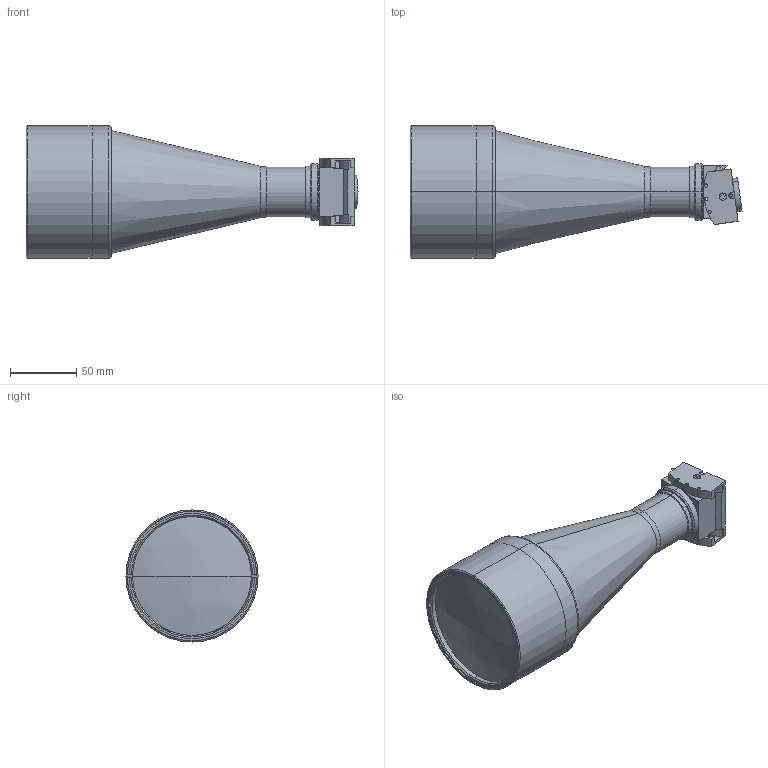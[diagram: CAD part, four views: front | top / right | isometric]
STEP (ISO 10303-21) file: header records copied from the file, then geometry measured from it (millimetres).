
FILE_DESCRIPTION (( 'STEP AP214' ), '1' );
FILE_NAME ('TCSM064.STEP', '2011-04-04T12:33:47', ( '--' ), ( '' ), 'SwSTEP 2.0', 'SolidWorks 2011', '' );
FILE_SCHEMA (( 'AUTOMOTIVE_DESIGN' ));
Length unit declared in the file: millimetre
Products named in the file (1): TCSM064
Bounding box: 251.36 x 100 x 100 mm (x, y, z)
Surface area: 84965 mm2 (no closed solid volume)
Topology: 0 solids, 21 shells, 230 faces, 873 edges, 654 vertices
Faces by surface type: cylinder 110, plane 95, cone 13, torus 8, sphere 2, bspline 2
Entity records: 12696 total; most frequent: CARTESIAN_POINT 2608, DIRECTION 1681, ORIENTED_EDGE 1347, EDGE_CURVE 873, VERTEX_POINT 654, AXIS2_PLACEMENT_3D 634, VECTOR 413, LINE 413
